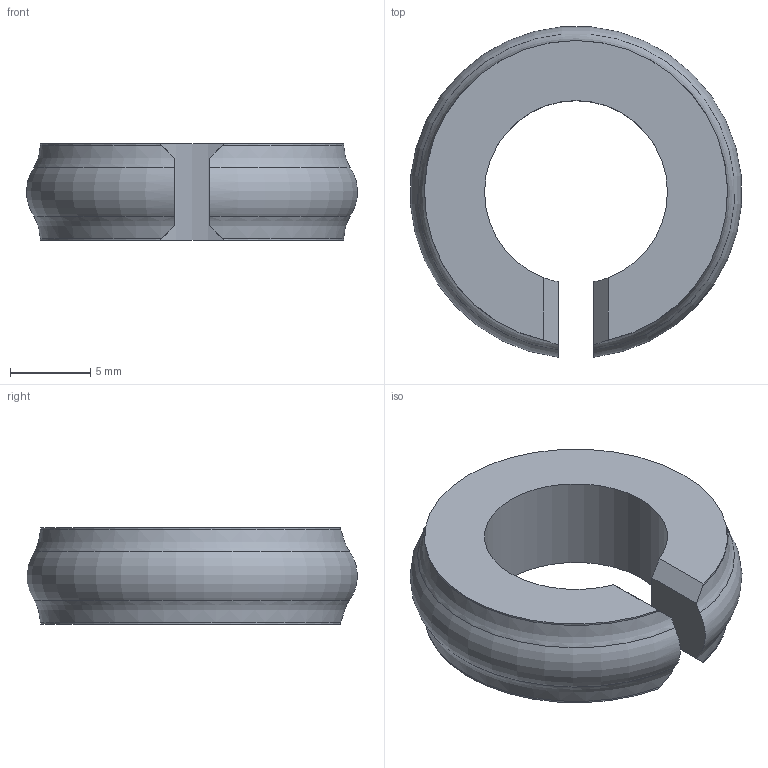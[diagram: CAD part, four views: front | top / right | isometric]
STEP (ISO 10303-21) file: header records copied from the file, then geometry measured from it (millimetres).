
FILE_DESCRIPTION(('FreeCAD Model'),'2;1');
FILE_NAME('Open CASCADE Shape Model','2023-10-01T14:34:07',(''),(''), 'Open CASCADE STEP processor 7.6','FreeCAD','Unknown');
FILE_SCHEMA(('AUTOMOTIVE_DESIGN { 1 0 10303 214 1 1 1 1 }'));
Length unit declared in the file: millimetre
Products named in the file (1): Pocket053032707
Bounding box: 20.63 x 20.59 x 6 mm (x, y, z)
Volume: 1170.2 mm3; surface area: 962.4 mm2
Topology: 1 solids, 1 shells, 14 faces, 36 edges, 24 vertices
Faces by surface type: plane 8, torus 3, cylinder 3
Entity records: 1194 total; most frequent: CARTESIAN_POINT 537, DIRECTION 94, ORIENTED_EDGE 72, PCURVE 72, DEFINITIONAL_REPRESENTATION 72, B_SPLINE_CURVE_WITH_KNOTS 58, EDGE_CURVE 36, SURFACE_CURVE 36
